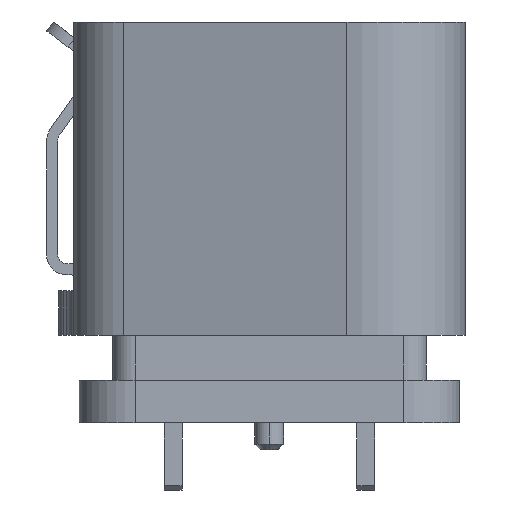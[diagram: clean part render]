
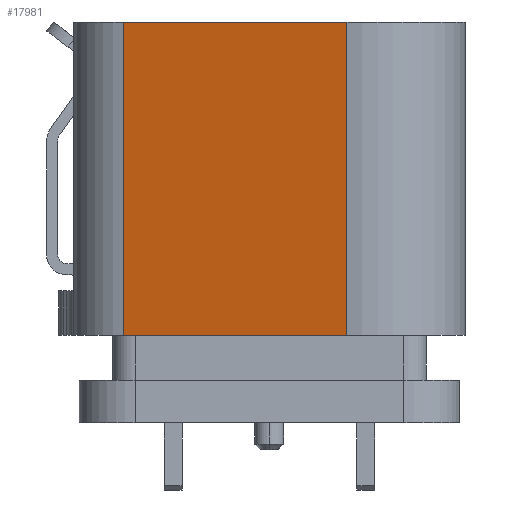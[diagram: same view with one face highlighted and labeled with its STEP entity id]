
A CAD part, left-side view. The second image highlights one B-rep face of the part: STEP entity #17981.
In plain terms, the highlighted planar face has unit normal (-0.966, 0.259, 0).
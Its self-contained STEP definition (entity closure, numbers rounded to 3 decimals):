
#61=DIRECTION('',(-0.259,-0.966,0.));
#62=VECTOR('',#61,10.342);
#63=CARTESIAN_POINT('',(-17.3,6.526,0.));
#64=LINE('',#63,#62);
#118=DIRECTION('',(0.,0.,-1.));
#119=VECTOR('',#118,14.);
#120=CARTESIAN_POINT('',(-19.977,-3.463,14.));
#121=LINE('',#120,#119);
#122=DIRECTION('',(0.,0.,1.));
#123=VECTOR('',#122,14.);
#124=CARTESIAN_POINT('',(-17.3,6.526,0.));
#125=LINE('',#124,#123);
#126=DIRECTION('',(-0.259,-0.966,0.));
#127=VECTOR('',#126,10.342);
#128=CARTESIAN_POINT('',(-17.3,6.526,14.));
#129=LINE('',#128,#127);
#13719=CARTESIAN_POINT('',(-17.3,6.526,0.));
#13721=VERTEX_POINT('',#13719);
#13727=CARTESIAN_POINT('',(-17.3,6.526,14.));
#13729=VERTEX_POINT('',#13727);
#14341=CARTESIAN_POINT('',(-19.977,-3.463,0.));
#14343=VERTEX_POINT('',#14341);
#14344=CARTESIAN_POINT('',(-19.977,-3.463,14.));
#14345=VERTEX_POINT('',#14344);
#17968=CARTESIAN_POINT('',(-17.3,6.526,0.));
#17969=DIRECTION('',(-0.966,0.259,0.));
#17970=DIRECTION('',(-0.259,-0.966,0.));
#17971=AXIS2_PLACEMENT_3D('',#17968,#17969,#17970);
#17972=PLANE('',#17971);
#17973=ORIENTED_EDGE('',*,*,#17960,.T.);
#17974=ORIENTED_EDGE('',*,*,#17866,.F.);
#17976=ORIENTED_EDGE('',*,*,#17975,.T.);
#17978=ORIENTED_EDGE('',*,*,#17977,.T.);
#17979=EDGE_LOOP('',(#17973,#17974,#17976,#17978));
#17980=FACE_OUTER_BOUND('',#17979,.F.);
#17866=EDGE_CURVE('',#13721,#14343,#64,.T.);
#17960=EDGE_CURVE('',#14345,#14343,#121,.T.);
#17975=EDGE_CURVE('',#13721,#13729,#125,.T.);
#17977=EDGE_CURVE('',#13729,#14345,#129,.T.);
#17981=ADVANCED_FACE('',(#17980),#17972,.T.);
